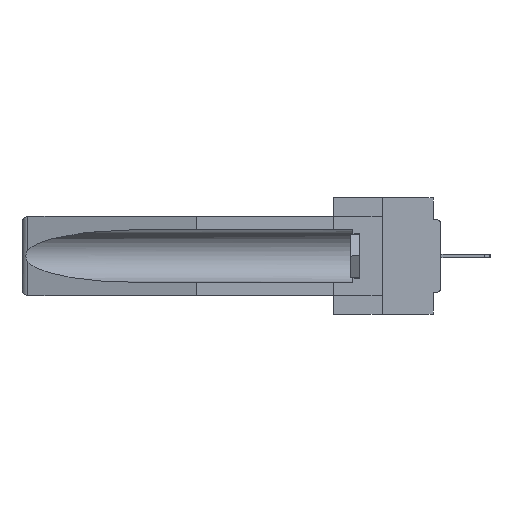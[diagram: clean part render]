
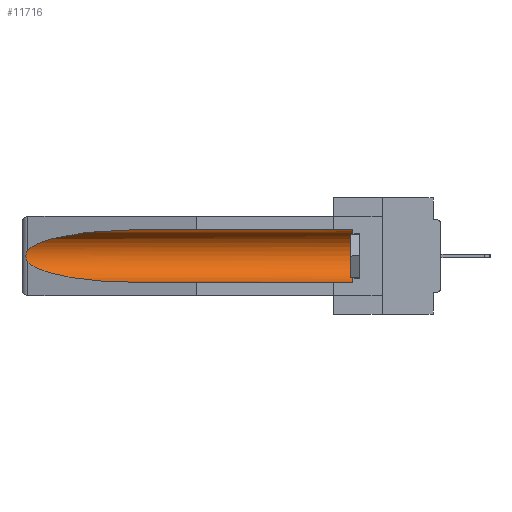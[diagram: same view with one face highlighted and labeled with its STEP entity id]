
A CAD part, left-side view. The second image highlights one B-rep face of the part: STEP entity #11716.
In plain terms, the highlighted cylindrical face has radius 2.857 mm (diameter 5.715 mm), a partial arc.
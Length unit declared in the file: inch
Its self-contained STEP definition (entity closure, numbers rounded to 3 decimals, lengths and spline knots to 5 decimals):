
#736 = CARTESIAN_POINT ( 'NONE',  ( 0.2675, 1.53308, -0.17534 ) ) ;
#1238 = VERTEX_POINT ( 'NONE', #21131 ) ;
#2018 = EDGE_CURVE ( 'NONE', #5327, #3891, #2540, .T. ) ;
#2540 = LINE ( 'NONE', #20720, #21589 ) ;
#2560 = B_SPLINE_CURVE_WITH_KNOTS ( 'NONE', 3,
 ( #12520, #24546, #17448, #19825, #24649, #736, #18053, #3369, #27277, #12919 ),
 .UNSPECIFIED., .F., .F.,
 ( 4, 2, 2, 2, 4 ),
 ( 0., 0.00029, 0.00058, 0.00087, 0.00117 ),
 .UNSPECIFIED. ) ;
#3369 = CARTESIAN_POINT ( 'NONE',  ( 0.26655, 1.53094, -0.18657 ) ) ;
#3891 = VERTEX_POINT ( 'NONE', #7541 ) ;
#4012 = ORIENTED_EDGE ( 'NONE', *, *, #13403, .T. ) ;
#5327 = VERTEX_POINT ( 'NONE', #15178 ) ;
#5674 = DIRECTION ( 'NONE',  ( 0., -1., 0. ) ) ;
#5727 = CARTESIAN_POINT ( 'NONE',  ( 0.26537, 1.52718, -0.19328 ) ) ;
#5746 = DIRECTION ( 'NONE',  ( 0., 1., 0. ) ) ;
#6883 = AXIS2_PLACEMENT_3D ( 'NONE', #7987, #5674, #27189 ) ;
#7541 = CARTESIAN_POINT ( 'NONE',  ( 0.155, 1.07973, -0.284 ) ) ;
#7940 = CARTESIAN_POINT ( 'NONE',  ( 0.25451, 1.48313, -0.24835 ) ) ;
#7987 = CARTESIAN_POINT ( 'NONE',  ( 0.155, 0.126, -0.1715 ) ) ;
#8139 = CARTESIAN_POINT ( 'NONE',  ( 0.21114, 1.30732, -0.284 ) ) ;
#8373 = CARTESIAN_POINT ( 'NONE',  ( 0.155, -0.30754, -0.059 ) ) ;
#8979 = ORIENTED_EDGE ( 'NONE', *, *, #2018, .F. ) ;
#9124 = DIRECTION ( 'NONE',  ( 0., 1., 0. ) ) ;
#9217 = VERTEX_POINT ( 'NONE', #11177 ) ;
#10001 = EDGE_CURVE ( 'NONE', #13851, #27675, #11617, .T. ) ;
#10573 = CARTESIAN_POINT ( 'NONE',  ( 0.155, 1.07973, -0.284 ) ) ;
#10790 = DIRECTION ( 'NONE',  ( 0., 1., 0. ) ) ;
#11177 = CARTESIAN_POINT ( 'NONE',  ( 0.26537, 1.52718, -0.14972 ) ) ;
#11617 = LINE ( 'NONE', #8373, #27723 ) ;
#11716 = ADVANCED_FACE ( 'NONE', ( #20811 ), #14536, .F. ) ;
#11783 = AXIS2_PLACEMENT_3D ( 'NONE', #20118, #5746, #29865 ) ;
#12520 = CARTESIAN_POINT ( 'NONE',  ( 0.26537, 1.52718, -0.14972 ) ) ;
#12732 =( BOUNDED_CURVE ( )  B_SPLINE_CURVE ( 3, ( #5727, #7940, #8139, #10573 ),
 .UNSPECIFIED., .F., .F. ) 
 B_SPLINE_CURVE_WITH_KNOTS ( ( 4, 4 ),
 ( 0.1948, 1.5708 ),
 .UNSPECIFIED. ) 
 CURVE ( )  GEOMETRIC_REPRESENTATION_ITEM ( )  RATIONAL_B_SPLINE_CURVE ( ( 1., 0.848, 0.848, 1. ) ) 
 REPRESENTATION_ITEM ( '' )  );
#12919 = CARTESIAN_POINT ( 'NONE',  ( 0.26537, 1.52718, -0.19328 ) ) ;
#13347 = CARTESIAN_POINT ( 'NONE',  ( 0.21114, 1.30732, -0.059 ) ) ;
#13403 = EDGE_CURVE ( 'NONE', #1238, #3891, #12732, .T. ) ;
#13851 = VERTEX_POINT ( 'NONE', #16007 ) ;
#14536 = CYLINDRICAL_SURFACE ( 'NONE', #11783, 0.1125 ) ;
#14560 = EDGE_CURVE ( 'NONE', #27675, #9217, #27719, .T. ) ;
#15178 = CARTESIAN_POINT ( 'NONE',  ( 0.155, 0.126, -0.284 ) ) ;
#15757 = EDGE_CURVE ( 'NONE', #9217, #1238, #2560, .T. ) ;
#16007 = CARTESIAN_POINT ( 'NONE',  ( 0.155, 0.126, -0.059 ) ) ;
#16039 = ORIENTED_EDGE ( 'NONE', *, *, #10001, .T. ) ;
#16133 = EDGE_LOOP ( 'NONE', ( #22661, #24642, #4012, #8979, #27948, #16039 ) ) ;
#17448 = CARTESIAN_POINT ( 'NONE',  ( 0.26654, 1.53092, -0.15636 ) ) ;
#18053 = CARTESIAN_POINT ( 'NONE',  ( 0.2673, 1.53269, -0.17917 ) ) ;
#18160 = CARTESIAN_POINT ( 'NONE',  ( 0.25451, 1.48313, -0.09465 ) ) ;
#19825 = CARTESIAN_POINT ( 'NONE',  ( 0.2673, 1.5327, -0.16383 ) ) ;
#20118 = CARTESIAN_POINT ( 'NONE',  ( 0.155, -0.30754, -0.1715 ) ) ;
#20211 = CIRCLE ( 'NONE', #6883, 0.1125 ) ;
#20530 = CARTESIAN_POINT ( 'NONE',  ( 0.26537, 1.52718, -0.14972 ) ) ;
#20720 = CARTESIAN_POINT ( 'NONE',  ( 0.155, -0.30754, -0.284 ) ) ;
#20811 = FACE_OUTER_BOUND ( 'NONE', #16133, .T. ) ;
#21131 = CARTESIAN_POINT ( 'NONE',  ( 0.26537, 1.52718, -0.19328 ) ) ;
#21589 = VECTOR ( 'NONE', #9124, 39.37008 ) ;
#22085 = CARTESIAN_POINT ( 'NONE',  ( 0.155, 1.07973, -0.059 ) ) ;
#22661 = ORIENTED_EDGE ( 'NONE', *, *, #14560, .T. ) ;
#24546 = CARTESIAN_POINT ( 'NONE',  ( 0.26597, 1.52961, -0.15275 ) ) ;
#24642 = ORIENTED_EDGE ( 'NONE', *, *, #15757, .T. ) ;
#24649 = CARTESIAN_POINT ( 'NONE',  ( 0.2675, 1.53308, -0.16763 ) ) ;
#27189 = DIRECTION ( 'NONE',  ( 0., 0., 1. ) ) ;
#27277 = CARTESIAN_POINT ( 'NONE',  ( 0.26597, 1.5296, -0.19026 ) ) ;
#27675 = VERTEX_POINT ( 'NONE', #22085 ) ;
#27700 = CARTESIAN_POINT ( 'NONE',  ( 0.155, 1.07973, -0.059 ) ) ;
#27719 =( BOUNDED_CURVE ( )  B_SPLINE_CURVE ( 3, ( #27700, #13347, #18160, #20530 ),
 .UNSPECIFIED., .F., .F. ) 
 B_SPLINE_CURVE_WITH_KNOTS ( ( 4, 4 ),
 ( 4.71239, 6.08839 ),
 .UNSPECIFIED. ) 
 CURVE ( )  GEOMETRIC_REPRESENTATION_ITEM ( )  RATIONAL_B_SPLINE_CURVE ( ( 1., 0.848, 0.848, 1. ) ) 
 REPRESENTATION_ITEM ( '' )  );
#27723 = VECTOR ( 'NONE', #10790, 39.37008 ) ;
#27948 = ORIENTED_EDGE ( 'NONE', *, *, #29229, .T. ) ;
#29229 = EDGE_CURVE ( 'NONE', #5327, #13851, #20211, .T. ) ;
#29865 = DIRECTION ( 'NONE',  ( 0., 0., 1. ) ) ;
